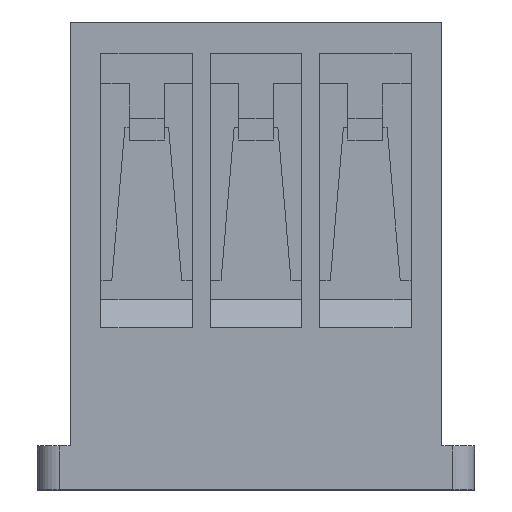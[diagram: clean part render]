
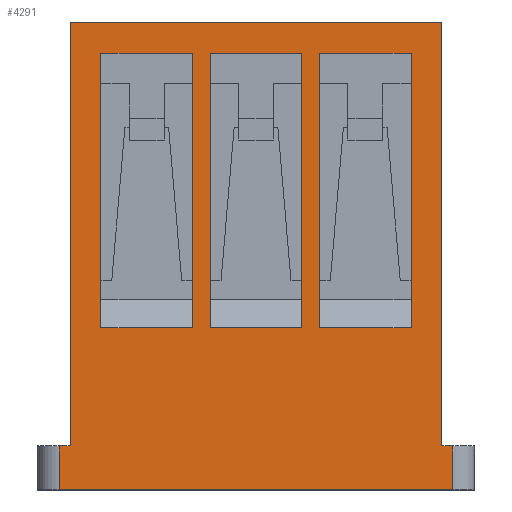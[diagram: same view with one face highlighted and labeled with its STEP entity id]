
A CAD part, top view. The second image highlights one B-rep face of the part: STEP entity #4291.
In plain terms, the highlighted planar face has unit normal (0, 0, 1).
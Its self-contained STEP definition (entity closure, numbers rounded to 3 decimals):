
#257=DIRECTION('',(0.,1.,0.));
#258=VECTOR('',#257,1.);
#259=CARTESIAN_POINT('',(4.5,0.,2.425));
#260=LINE('',#259,#258);
#275=DIRECTION('',(0.,1.,0.));
#276=VECTOR('',#275,6.29);
#277=CARTESIAN_POINT('',(3.55,3.7,2.425));
#278=LINE('',#277,#276);
#279=DIRECTION('',(1.,0.,0.));
#280=VECTOR('',#279,2.1);
#281=CARTESIAN_POINT('',(1.45,9.99,2.425));
#282=LINE('',#281,#280);
#283=DIRECTION('',(0.,1.,0.));
#284=VECTOR('',#283,6.29);
#285=CARTESIAN_POINT('',(1.45,3.7,2.425));
#286=LINE('',#285,#284);
#287=DIRECTION('',(1.,0.,0.));
#288=VECTOR('',#287,2.1);
#289=CARTESIAN_POINT('',(1.45,3.7,2.425));
#290=LINE('',#289,#288);
#291=DIRECTION('',(0.,1.,0.));
#292=VECTOR('',#291,6.29);
#293=CARTESIAN_POINT('',(1.05,3.7,2.425));
#294=LINE('',#293,#292);
#295=DIRECTION('',(1.,0.,0.));
#296=VECTOR('',#295,2.1);
#297=CARTESIAN_POINT('',(-1.05,9.99,2.425));
#298=LINE('',#297,#296);
#299=DIRECTION('',(0.,1.,0.));
#300=VECTOR('',#299,6.29);
#301=CARTESIAN_POINT('',(-1.05,3.7,2.425));
#302=LINE('',#301,#300);
#303=DIRECTION('',(1.,0.,0.));
#304=VECTOR('',#303,2.1);
#305=CARTESIAN_POINT('',(-1.05,3.7,2.425));
#306=LINE('',#305,#304);
#307=DIRECTION('',(0.,1.,0.));
#308=VECTOR('',#307,6.29);
#309=CARTESIAN_POINT('',(-1.45,3.7,2.425));
#310=LINE('',#309,#308);
#311=DIRECTION('',(1.,0.,0.));
#312=VECTOR('',#311,2.1);
#313=CARTESIAN_POINT('',(-3.55,9.99,2.425));
#314=LINE('',#313,#312);
#315=DIRECTION('',(0.,1.,0.));
#316=VECTOR('',#315,6.29);
#317=CARTESIAN_POINT('',(-3.55,3.7,2.425));
#318=LINE('',#317,#316);
#319=DIRECTION('',(1.,0.,0.));
#320=VECTOR('',#319,2.1);
#321=CARTESIAN_POINT('',(-3.55,3.7,2.425));
#322=LINE('',#321,#320);
#323=DIRECTION('',(1.,0.,0.));
#324=VECTOR('',#323,9.);
#325=CARTESIAN_POINT('',(-4.5,0.,2.425));
#326=LINE('',#325,#324);
#327=DIRECTION('',(-1.,0.,0.));
#328=VECTOR('',#327,0.25);
#329=CARTESIAN_POINT('',(-4.25,1.,2.425));
#330=LINE('',#329,#328);
#331=DIRECTION('',(0.,-1.,0.));
#332=VECTOR('',#331,9.7);
#333=CARTESIAN_POINT('',(-4.25,10.7,2.425));
#334=LINE('',#333,#332);
#335=DIRECTION('',(-1.,0.,0.));
#336=VECTOR('',#335,8.5);
#337=CARTESIAN_POINT('',(4.25,10.7,2.425));
#338=LINE('',#337,#336);
#339=DIRECTION('',(0.,1.,0.));
#340=VECTOR('',#339,9.7);
#341=CARTESIAN_POINT('',(4.25,1.,2.425));
#342=LINE('',#341,#340);
#343=DIRECTION('',(-1.,0.,0.));
#344=VECTOR('',#343,0.25);
#345=CARTESIAN_POINT('',(4.5,1.,2.425));
#346=LINE('',#345,#344);
#2363=DIRECTION('',(0.,-1.,0.));
#2364=VECTOR('',#2363,1.);
#2365=CARTESIAN_POINT('',(-4.5,1.,2.425));
#2366=LINE('',#2365,#2364);
#2933=CARTESIAN_POINT('',(4.25,1.,2.425));
#2934=CARTESIAN_POINT('',(4.25,10.7,2.425));
#2935=VERTEX_POINT('',#2933);
#2936=VERTEX_POINT('',#2934);
#2937=CARTESIAN_POINT('',(-4.25,10.7,2.425));
#2938=VERTEX_POINT('',#2937);
#2939=CARTESIAN_POINT('',(-4.25,1.,2.425));
#2940=VERTEX_POINT('',#2939);
#2989=CARTESIAN_POINT('',(3.55,3.7,2.425));
#2990=CARTESIAN_POINT('',(3.55,9.99,2.425));
#2991=VERTEX_POINT('',#2989);
#2992=VERTEX_POINT('',#2990);
#2993=CARTESIAN_POINT('',(1.45,3.7,2.425));
#2994=VERTEX_POINT('',#2993);
#2995=CARTESIAN_POINT('',(1.45,9.99,2.425));
#2996=VERTEX_POINT('',#2995);
#3227=CARTESIAN_POINT('',(4.5,0.,2.425));
#3228=CARTESIAN_POINT('',(4.5,1.,2.425));
#3229=VERTEX_POINT('',#3227);
#3230=VERTEX_POINT('',#3228);
#3235=CARTESIAN_POINT('',(-4.5,1.,2.425));
#3236=CARTESIAN_POINT('',(-4.5,0.,2.425));
#3237=VERTEX_POINT('',#3235);
#3238=VERTEX_POINT('',#3236);
#3313=CARTESIAN_POINT('',(1.05,3.7,2.425));
#3314=CARTESIAN_POINT('',(1.05,9.99,2.425));
#3315=VERTEX_POINT('',#3313);
#3316=VERTEX_POINT('',#3314);
#3317=CARTESIAN_POINT('',(-1.05,3.7,2.425));
#3318=CARTESIAN_POINT('',(-1.05,9.99,2.425));
#3319=VERTEX_POINT('',#3317);
#3320=VERTEX_POINT('',#3318);
#3329=CARTESIAN_POINT('',(-1.45,3.7,2.425));
#3330=CARTESIAN_POINT('',(-1.45,9.99,2.425));
#3331=VERTEX_POINT('',#3329);
#3332=VERTEX_POINT('',#3330);
#3333=CARTESIAN_POINT('',(-3.55,3.7,2.425));
#3334=CARTESIAN_POINT('',(-3.55,9.99,2.425));
#3335=VERTEX_POINT('',#3333);
#3336=VERTEX_POINT('',#3334);
#4242=CARTESIAN_POINT('',(0.,0.,2.425));
#4243=DIRECTION('',(0.,0.,1.));
#4244=DIRECTION('',(1.,0.,0.));
#4245=AXIS2_PLACEMENT_3D('',#4242,#4243,#4244);
#4246=PLANE('',#4245);
#4247=ORIENTED_EDGE('',*,*,#4232,.F.);
#4249=ORIENTED_EDGE('',*,*,#4248,.F.);
#4251=ORIENTED_EDGE('',*,*,#4250,.F.);
#4253=ORIENTED_EDGE('',*,*,#4252,.F.);
#4255=ORIENTED_EDGE('',*,*,#4254,.F.);
#4256=ORIENTED_EDGE('',*,*,#4105,.F.);
#4257=ORIENTED_EDGE('',*,*,#4205,.F.);
#4258=ORIENTED_EDGE('',*,*,#4218,.F.);
#4259=EDGE_LOOP('',(#4247,#4249,#4251,#4253,#4255,#4256,#4257,#4258));
#4260=FACE_OUTER_BOUND('',#4259,.F.);
#4262=ORIENTED_EDGE('',*,*,#4261,.T.);
#4264=ORIENTED_EDGE('',*,*,#4263,.F.);
#4266=ORIENTED_EDGE('',*,*,#4265,.F.);
#4268=ORIENTED_EDGE('',*,*,#4267,.T.);
#4269=EDGE_LOOP('',(#4262,#4264,#4266,#4268));
#4270=FACE_BOUND('',#4269,.F.);
#4272=ORIENTED_EDGE('',*,*,#4271,.T.);
#4274=ORIENTED_EDGE('',*,*,#4273,.F.);
#4276=ORIENTED_EDGE('',*,*,#4275,.F.);
#4278=ORIENTED_EDGE('',*,*,#4277,.T.);
#4279=EDGE_LOOP('',(#4272,#4274,#4276,#4278));
#4280=FACE_BOUND('',#4279,.F.);
#4282=ORIENTED_EDGE('',*,*,#4281,.T.);
#4284=ORIENTED_EDGE('',*,*,#4283,.F.);
#4286=ORIENTED_EDGE('',*,*,#4285,.F.);
#4288=ORIENTED_EDGE('',*,*,#4287,.T.);
#4289=EDGE_LOOP('',(#4282,#4284,#4286,#4288));
#4290=FACE_BOUND('',#4289,.F.);
#4291=ADVANCED_FACE('',(#4260,#4270,#4280,#4290),#4246,.T.);
#4105=EDGE_CURVE('',#2936,#2938,#338,.T.);
#4205=EDGE_CURVE('',#2935,#2936,#342,.T.);
#4218=EDGE_CURVE('',#3230,#2935,#346,.T.);
#4232=EDGE_CURVE('',#3229,#3230,#260,.T.);
#4248=EDGE_CURVE('',#3238,#3229,#326,.T.);
#4250=EDGE_CURVE('',#3237,#3238,#2366,.T.);
#4252=EDGE_CURVE('',#2940,#3237,#330,.T.);
#4254=EDGE_CURVE('',#2938,#2940,#334,.T.);
#4261=EDGE_CURVE('',#3315,#3316,#294,.T.);
#4263=EDGE_CURVE('',#3320,#3316,#298,.T.);
#4265=EDGE_CURVE('',#3319,#3320,#302,.T.);
#4267=EDGE_CURVE('',#3319,#3315,#306,.T.);
#4271=EDGE_CURVE('',#3331,#3332,#310,.T.);
#4273=EDGE_CURVE('',#3336,#3332,#314,.T.);
#4275=EDGE_CURVE('',#3335,#3336,#318,.T.);
#4277=EDGE_CURVE('',#3335,#3331,#322,.T.);
#4281=EDGE_CURVE('',#2991,#2992,#278,.T.);
#4283=EDGE_CURVE('',#2996,#2992,#282,.T.);
#4285=EDGE_CURVE('',#2994,#2996,#286,.T.);
#4287=EDGE_CURVE('',#2994,#2991,#290,.T.);
